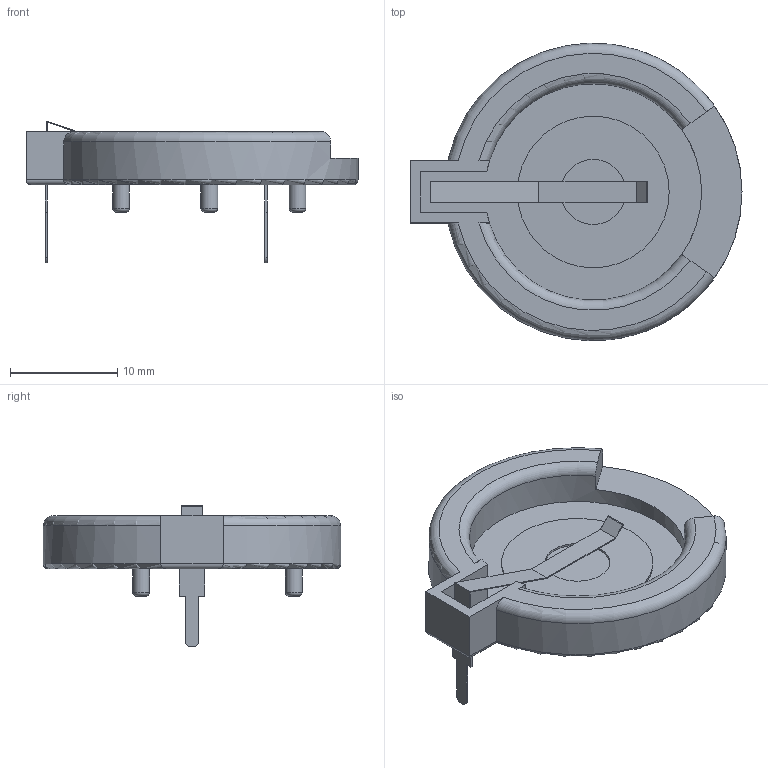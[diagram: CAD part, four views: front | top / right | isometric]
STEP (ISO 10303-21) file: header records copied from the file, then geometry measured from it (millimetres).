
FILE_DESCRIPTION(/* description */ ('model of BatteryHolder_Keystone_106_1x20mm'),/* implementation_level */ '2;1');
FILE_NAME(/* name */ 'BatteryHolder_Keystone_106_1x20mm.step',/* time_stamp */ '2018-12-13T15:58:18',/* author */ ('kicad StepUp','ksu'),/* organization */ ('FreeCAD'),/* preprocessor_version */ 'OCC',/* originating_system */ 'kicad StepUp',/* authorisation */ '');
FILE_SCHEMA(('AUTOMOTIVE_DESIGN { 1 0 10303 214 1 1 1 1 }'));
Length unit declared in the file: millimetre
Products named in the file (1): Keystone_106
Bounding box: 30.98 x 27.75 x 13.25 mm (x, y, z)
Volume: 1618.6 mm3; surface area: 2106.8 mm2
Topology: 1 solids, 1 shells, 71 faces, 179 edges, 118 vertices
Faces by surface type: plane 48, cylinder 14, torus 9
Full cylindrical faces by diameter (mm): 1.57 x3, 6.066 x1, 14.154 x1
Entity records: 1638 total; most frequent: CARTESIAN_POINT 330, ORIENTED_EDGE 268, EDGE_CURVE 179, VERTEX_POINT 118, LINE 116, AXIS2_PLACEMENT_3D 95, FACE_BOUND 79, EDGE_LOOP 79
